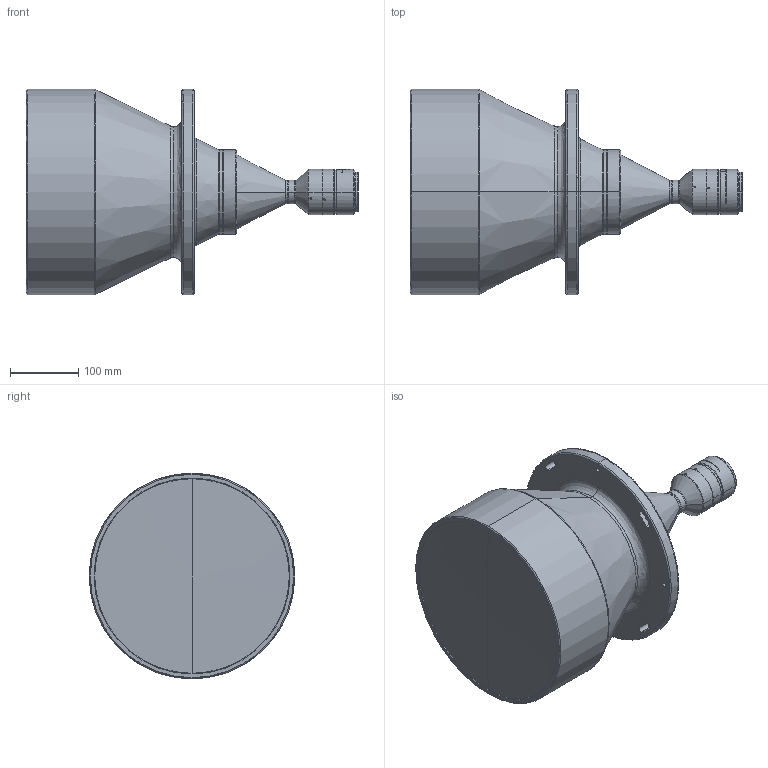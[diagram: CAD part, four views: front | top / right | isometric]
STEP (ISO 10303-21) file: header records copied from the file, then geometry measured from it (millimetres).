
FILE_DESCRIPTION (( 'STEP AP203' ), '1' );
FILE_NAME ('DTCM430H-258-M58-AL.STEP', '2023-05-05T05:45:50', ( '' ), ( '' ), 'SwSTEP 2.0', 'SolidWorks 2017', '' );
FILE_SCHEMA (( 'CONFIG_CONTROL_DESIGN' ));
Length unit declared in the file: millimetre
Products named in the file (1): DTCM430H-258-M58-AL
Bounding box: 485.02 x 300 x 300 mm (x, y, z)
Volume: 15645437.8 mm3; surface area: 452619.1 mm2
Topology: 1 solids, 1 shells, 167 faces, 401 edges, 250 vertices
Faces by surface type: cylinder 86, cone 38, plane 23, bspline 18, torus 2
Entity records: 6297 total; most frequent: CARTESIAN_POINT 2352, DIRECTION 842, ORIENTED_EDGE 794, EDGE_CURVE 397, AXIS2_PLACEMENT_3D 352, VERTEX_POINT 250, CIRCLE 202, EDGE_LOOP 201
